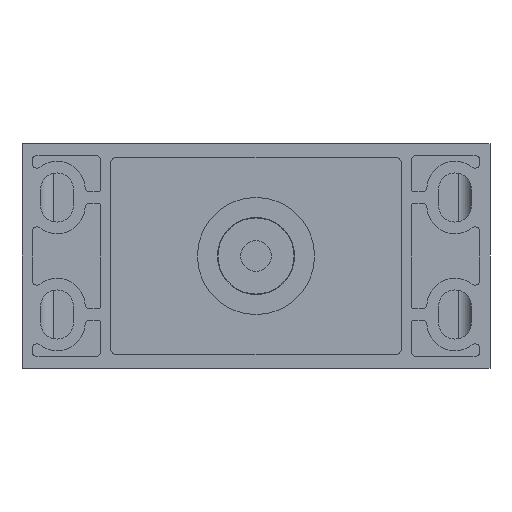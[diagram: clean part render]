
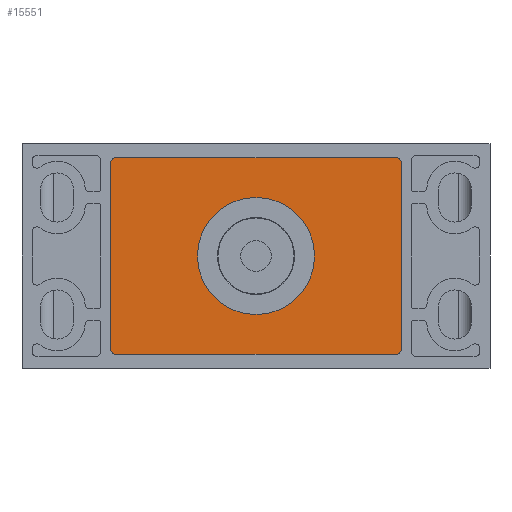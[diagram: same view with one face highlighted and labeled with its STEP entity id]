
A CAD part, front view. The second image highlights one B-rep face of the part: STEP entity #15551.
In plain terms, the highlighted planar face has unit normal (0, -1, 0).
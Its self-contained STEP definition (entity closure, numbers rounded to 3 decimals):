
#4626=CARTESIAN_POINT('',(30.,1.,44.));
#4627=DIRECTION('',(0.,1.,0.));
#4628=DIRECTION('',(0.,0.,1.));
#4629=AXIS2_PLACEMENT_3D('',#4626,#4627,#4628);
#4631=DIRECTION('',(0.,0.,-1.));
#4632=VECTOR('',#4631,40.);
#4633=CARTESIAN_POINT('',(31.,1.,44.));
#4634=LINE('',#4633,#4632);
#4635=CARTESIAN_POINT('',(30.,1.,4.));
#4636=DIRECTION('',(0.,1.,0.));
#4637=DIRECTION('',(1.,0.,0.));
#4638=AXIS2_PLACEMENT_3D('',#4635,#4636,#4637);
#4640=DIRECTION('',(-1.,0.,0.));
#4641=VECTOR('',#4640,60.);
#4642=CARTESIAN_POINT('',(30.,1.,3.));
#4643=LINE('',#4642,#4641);
#4644=CARTESIAN_POINT('',(-30.,1.,4.));
#4645=DIRECTION('',(0.,1.,0.));
#4646=DIRECTION('',(0.,0.,-1.));
#4647=AXIS2_PLACEMENT_3D('',#4644,#4645,#4646);
#4649=DIRECTION('',(0.,0.,1.));
#4650=VECTOR('',#4649,40.);
#4651=CARTESIAN_POINT('',(-31.,1.,4.));
#4652=LINE('',#4651,#4650);
#4653=CARTESIAN_POINT('',(-30.,1.,44.));
#4654=DIRECTION('',(0.,1.,0.));
#4655=DIRECTION('',(-1.,0.,0.));
#4656=AXIS2_PLACEMENT_3D('',#4653,#4654,#4655);
#4658=DIRECTION('',(1.,0.,0.));
#4659=VECTOR('',#4658,60.);
#4660=CARTESIAN_POINT('',(-30.,1.,45.));
#4661=LINE('',#4660,#4659);
#4662=CARTESIAN_POINT('',(0.,1.,24.));
#4663=DIRECTION('',(0.,-1.,0.));
#4664=DIRECTION('',(-1.,0.,0.));
#4665=AXIS2_PLACEMENT_3D('',#4662,#4663,#4664);
#4667=CARTESIAN_POINT('',(0.,1.,24.));
#4668=DIRECTION('',(0.,-1.,0.));
#4669=DIRECTION('',(1.,0.,0.));
#4670=AXIS2_PLACEMENT_3D('',#4667,#4668,#4669);
#9188=CARTESIAN_POINT('',(12.5,1.,24.));
#9189=VERTEX_POINT('',#9188);
#9190=CARTESIAN_POINT('',(-12.5,1.,24.));
#9191=VERTEX_POINT('',#9190);
#9192=CARTESIAN_POINT('',(30.,1.,45.));
#9193=CARTESIAN_POINT('',(31.,1.,44.));
#9194=VERTEX_POINT('',#9192);
#9195=VERTEX_POINT('',#9193);
#9196=CARTESIAN_POINT('',(31.,1.,4.));
#9197=VERTEX_POINT('',#9196);
#9198=CARTESIAN_POINT('',(30.,1.,3.));
#9199=VERTEX_POINT('',#9198);
#9200=CARTESIAN_POINT('',(-30.,1.,3.));
#9201=VERTEX_POINT('',#9200);
#9202=CARTESIAN_POINT('',(-31.,1.,4.));
#9203=VERTEX_POINT('',#9202);
#9204=CARTESIAN_POINT('',(-31.,1.,44.));
#9205=VERTEX_POINT('',#9204);
#9206=CARTESIAN_POINT('',(-30.,1.,45.));
#9207=VERTEX_POINT('',#9206);
#15530=CARTESIAN_POINT('',(0.,1.,0.));
#15531=DIRECTION('',(0.,-1.,0.));
#15532=DIRECTION('',(1.,0.,0.));
#15533=AXIS2_PLACEMENT_3D('',#15530,#15531,#15532);
#15534=PLANE('',#15533);
#15535=ORIENTED_EDGE('',*,*,#15426,.T.);
#15536=ORIENTED_EDGE('',*,*,#15441,.T.);
#15537=ORIENTED_EDGE('',*,*,#15455,.T.);
#15538=ORIENTED_EDGE('',*,*,#15469,.T.);
#15539=ORIENTED_EDGE('',*,*,#15483,.T.);
#15540=ORIENTED_EDGE('',*,*,#15497,.T.);
#15541=ORIENTED_EDGE('',*,*,#15511,.T.);
#15542=ORIENTED_EDGE('',*,*,#15524,.T.);
#15543=EDGE_LOOP('',(#15535,#15536,#15537,#15538,#15539,#15540,#15541,#15542));
#15544=FACE_OUTER_BOUND('',#15543,.F.);
#15546=ORIENTED_EDGE('',*,*,#15545,.T.);
#15548=ORIENTED_EDGE('',*,*,#15547,.T.);
#15549=EDGE_LOOP('',(#15546,#15548));
#15550=FACE_BOUND('',#15549,.F.);
#4630=CIRCLE('',#4629,1.);
#4639=CIRCLE('',#4638,1.);
#4648=CIRCLE('',#4647,1.);
#4657=CIRCLE('',#4656,1.);
#4666=CIRCLE('',#4665,12.5);
#4671=CIRCLE('',#4670,12.5);
#15426=EDGE_CURVE('',#9194,#9195,#4630,.T.);
#15441=EDGE_CURVE('',#9195,#9197,#4634,.T.);
#15455=EDGE_CURVE('',#9197,#9199,#4639,.T.);
#15469=EDGE_CURVE('',#9199,#9201,#4643,.T.);
#15483=EDGE_CURVE('',#9201,#9203,#4648,.T.);
#15497=EDGE_CURVE('',#9203,#9205,#4652,.T.);
#15511=EDGE_CURVE('',#9205,#9207,#4657,.T.);
#15524=EDGE_CURVE('',#9207,#9194,#4661,.T.);
#15545=EDGE_CURVE('',#9191,#9189,#4666,.T.);
#15547=EDGE_CURVE('',#9189,#9191,#4671,.T.);
#15551=ADVANCED_FACE('',(#15544,#15550),#15534,.T.);
